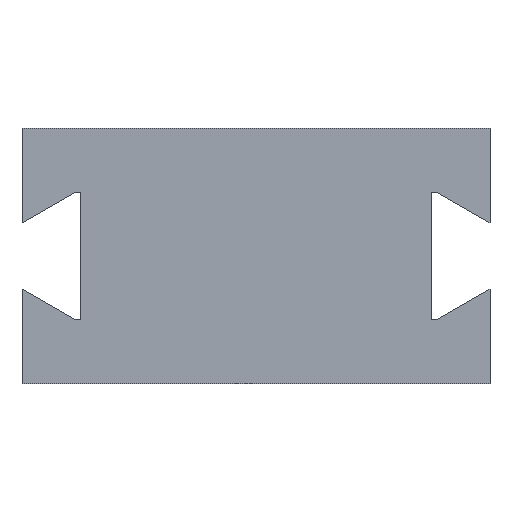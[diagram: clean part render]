
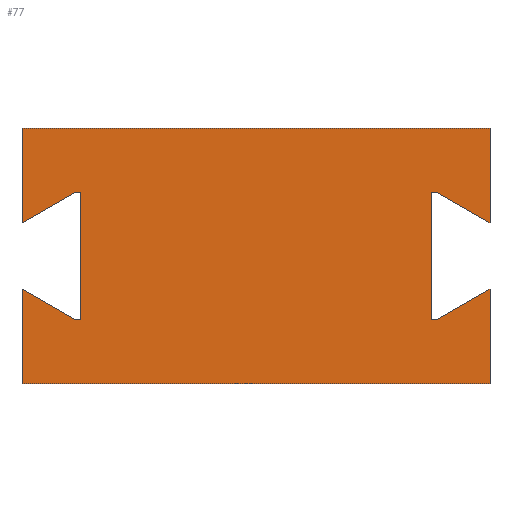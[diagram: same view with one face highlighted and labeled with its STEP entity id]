
A CAD part, left-side view. The second image highlights one B-rep face of the part: STEP entity #77.
In plain terms, the highlighted planar face has unit normal (-1, 0, 0).
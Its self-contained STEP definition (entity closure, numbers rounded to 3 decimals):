
#77=ADVANCED_FACE('',(#148),#149,.F.);
#148=FACE_OUTER_BOUND('',#210,.T.);
#149=PLANE('',#211);
#210=EDGE_LOOP('',(#363,#364,#365,#366,#367,#368,#369,#370,#371,#372,#373,#374,#375,#376,#377,#378));
#211=AXIS2_PLACEMENT_3D('',#379,#380,#381);
#363=ORIENTED_EDGE('',*,*,#446,.T.);
#364=ORIENTED_EDGE('',*,*,#415,.T.);
#365=ORIENTED_EDGE('',*,*,#420,.T.);
#366=ORIENTED_EDGE('',*,*,#423,.T.);
#367=ORIENTED_EDGE('',*,*,#389,.F.);
#368=ORIENTED_EDGE('',*,*,#384,.F.);
#369=ORIENTED_EDGE('',*,*,#410,.F.);
#370=ORIENTED_EDGE('',*,*,#406,.F.);
#371=ORIENTED_EDGE('',*,*,#402,.F.);
#372=ORIENTED_EDGE('',*,*,#398,.F.);
#373=ORIENTED_EDGE('',*,*,#393,.F.);
#374=ORIENTED_EDGE('',*,*,#427,.T.);
#375=ORIENTED_EDGE('',*,*,#431,.T.);
#376=ORIENTED_EDGE('',*,*,#435,.T.);
#377=ORIENTED_EDGE('',*,*,#439,.T.);
#378=ORIENTED_EDGE('',*,*,#443,.T.);
#379=CARTESIAN_POINT('',(-10.0,0.0,-7.658));
#380=DIRECTION('',(1.0,0.0,0.0));
#381=DIRECTION('',(0.0,1.0,0.0));
#384=EDGE_CURVE('',#451,#452,#453,.T.);
#389=EDGE_CURVE('',#452,#460,#461,.T.);
#393=EDGE_CURVE('',#466,#467,#468,.T.);
#398=EDGE_CURVE('',#467,#475,#476,.T.);
#402=EDGE_CURVE('',#475,#481,#482,.T.);
#406=EDGE_CURVE('',#481,#487,#488,.T.);
#410=EDGE_CURVE('',#487,#451,#493,.T.);
#415=EDGE_CURVE('',#501,#499,#502,.T.);
#420=EDGE_CURVE('',#499,#507,#509,.T.);
#423=EDGE_CURVE('',#507,#460,#512,.T.);
#427=EDGE_CURVE('',#466,#516,#518,.T.);
#431=EDGE_CURVE('',#516,#522,#524,.T.);
#435=EDGE_CURVE('',#522,#528,#530,.T.);
#439=EDGE_CURVE('',#528,#534,#536,.T.);
#443=EDGE_CURVE('',#534,#540,#542,.T.);
#446=EDGE_CURVE('',#540,#501,#545,.T.);
#451=VERTEX_POINT('',#550);
#452=VERTEX_POINT('',#551);
#453=LINE('',#552,#553);
#460=VERTEX_POINT('',#563);
#461=LINE('',#564,#565);
#466=VERTEX_POINT('',#572);
#467=VERTEX_POINT('',#573);
#468=LINE('',#574,#575);
#475=VERTEX_POINT('',#585);
#476=LINE('',#586,#587);
#481=VERTEX_POINT('',#594);
#482=LINE('',#595,#596);
#487=VERTEX_POINT('',#603);
#488=LINE('',#604,#605);
#493=LINE('',#612,#613);
#499=VERTEX_POINT('',#621);
#501=VERTEX_POINT('',#624);
#502=LINE('',#625,#626);
#507=VERTEX_POINT('',#633);
#509=LINE('',#636,#637);
#512=LINE('',#641,#642);
#516=VERTEX_POINT('',#647);
#518=LINE('',#650,#651);
#522=VERTEX_POINT('',#656);
#524=LINE('',#659,#660);
#528=VERTEX_POINT('',#665);
#530=LINE('',#668,#669);
#534=VERTEX_POINT('',#674);
#536=LINE('',#677,#678);
#540=VERTEX_POINT('',#683);
#542=LINE('',#686,#687);
#545=LINE('',#691,#692);
#550=CARTESIAN_POINT('',(-10.0,-22.0,3.113));
#551=CARTESIAN_POINT('',(-10.0,-17.0,6.0));
#552=CARTESIAN_POINT('',(-10.0,-22.0,3.113));
#553=VECTOR('',#696,1.0);
#563=CARTESIAN_POINT('',(-10.0,-16.5,6.0));
#564=CARTESIAN_POINT('',(-10.0,-17.0,6.0));
#565=VECTOR('',#700,1.0);
#572=CARTESIAN_POINT('',(-10.0,16.5,6.0));
#573=CARTESIAN_POINT('',(-10.0,17.0,6.0));
#574=CARTESIAN_POINT('',(-10.0,16.5,6.0));
#575=VECTOR('',#703,1.0);
#585=CARTESIAN_POINT('',(-10.0,22.0,3.113));
#586=CARTESIAN_POINT('',(-10.0,17.0,6.0));
#587=VECTOR('',#707,1.0);
#594=CARTESIAN_POINT('',(-10.0,22.0,12.0));
#595=CARTESIAN_POINT('',(-10.0,22.0,3.113));
#596=VECTOR('',#710,1.0);
#603=CARTESIAN_POINT('',(-10.0,-22.0,12.0));
#604=CARTESIAN_POINT('',(-10.0,22.0,12.0));
#605=VECTOR('',#713,1.0);
#612=CARTESIAN_POINT('',(-10.0,-22.0,12.0));
#613=VECTOR('',#716,1.0);
#621=CARTESIAN_POINT('',(-10.0,-17.0,-6.0));
#624=CARTESIAN_POINT('',(-10.0,-22.0,-3.113));
#625=CARTESIAN_POINT('',(-10.0,-22.0,-3.113));
#626=VECTOR('',#720,1.0);
#633=CARTESIAN_POINT('',(-10.0,-16.5,-6.0));
#636=CARTESIAN_POINT('',(-10.0,-17.0,-6.0));
#637=VECTOR('',#724,1.0);
#641=CARTESIAN_POINT('',(-10.0,-16.5,-6.0));
#642=VECTOR('',#726,1.0);
#647=CARTESIAN_POINT('',(-10.0,16.5,-6.0));
#650=CARTESIAN_POINT('',(-10.0,16.5,0.0));
#651=VECTOR('',#729,1.0);
#656=CARTESIAN_POINT('',(-10.0,17.0,-6.0));
#659=CARTESIAN_POINT('',(-10.0,16.5,-6.0));
#660=VECTOR('',#732,1.0);
#665=CARTESIAN_POINT('',(-10.0,22.0,-3.113));
#668=CARTESIAN_POINT('',(-10.0,17.0,-6.0));
#669=VECTOR('',#735,1.0);
#674=CARTESIAN_POINT('',(-10.0,22.0,-12.0));
#677=CARTESIAN_POINT('',(-10.0,22.0,-3.113));
#678=VECTOR('',#738,1.0);
#683=CARTESIAN_POINT('',(-10.0,-22.0,-12.0));
#686=CARTESIAN_POINT('',(-10.0,22.0,-12.0));
#687=VECTOR('',#741,1.0);
#691=CARTESIAN_POINT('',(-10.0,-22.0,-12.0));
#692=VECTOR('',#743,1.0);
#696=DIRECTION('',(0.0,0.866,0.5));
#700=DIRECTION('',(0.0,1.0,0.0));
#703=DIRECTION('',(0.0,1.0,0.0));
#707=DIRECTION('',(0.0,0.866,-0.5));
#710=DIRECTION('',(0.0,0.0,1.0));
#713=DIRECTION('',(0.0,-1.0,0.0));
#716=DIRECTION('',(0.0,0.0,-1.0));
#720=DIRECTION('',(0.0,0.866,-0.5));
#724=DIRECTION('',(0.0,1.0,0.0));
#726=DIRECTION('',(0.0,0.0,1.0));
#729=DIRECTION('',(0.0,0.0,-1.0));
#732=DIRECTION('',(0.0,1.0,0.0));
#735=DIRECTION('',(0.0,0.866,0.5));
#738=DIRECTION('',(0.0,0.0,-1.0));
#741=DIRECTION('',(0.0,-1.0,0.0));
#743=DIRECTION('',(0.0,0.0,1.0));
